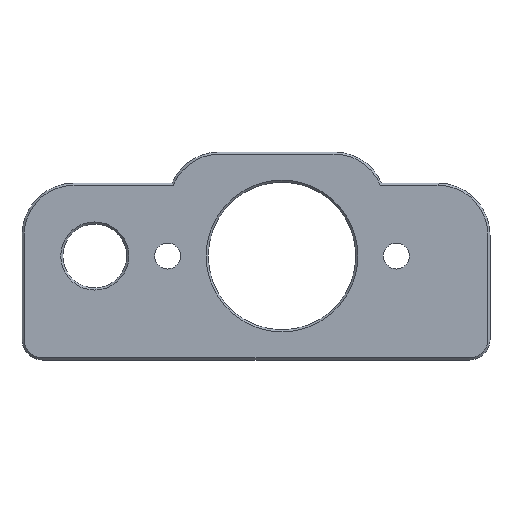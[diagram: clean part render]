
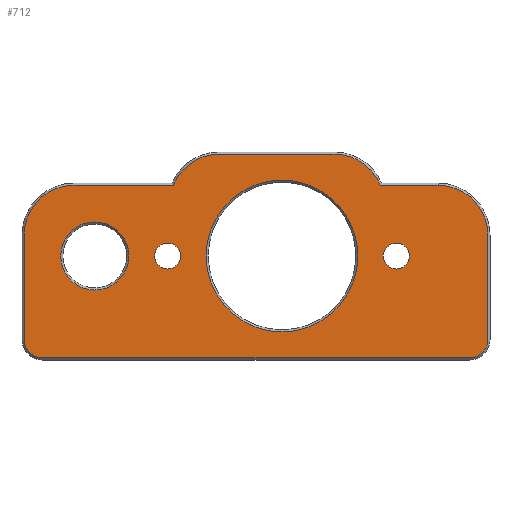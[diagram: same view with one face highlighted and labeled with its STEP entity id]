
A CAD part, front view. The second image highlights one B-rep face of the part: STEP entity #712.
In plain terms, the highlighted planar face has unit normal (0, -1, 0).
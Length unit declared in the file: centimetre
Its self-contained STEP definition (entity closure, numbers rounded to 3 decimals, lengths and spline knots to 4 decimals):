
#64=LINE('',#1172,#120);
#65=LINE('',#1176,#121);
#66=LINE('',#1180,#122);
#67=LINE('',#1184,#123);
#68=LINE('',#1188,#124);
#69=LINE('',#1192,#125);
#120=VECTOR('',#950,0.955);
#121=VECTOR('',#953,1.);
#122=VECTOR('',#956,4.1);
#123=VECTOR('',#959,1.);
#124=VECTOR('',#962,0.555);
#125=VECTOR('',#965,1.1);
#154=PLANE('',#784);
#173=FACE_BOUND('',#260,.T.);
#174=FACE_BOUND('',#261,.T.);
#175=FACE_BOUND('',#262,.T.);
#176=FACE_BOUND('',#263,.T.);
#204=FACE_OUTER_BOUND('',#259,.T.);
#259=EDGE_LOOP('',(#578,#579,#580,#581,#582,#583,#584,#585,#586,#587,#588,
#589));
#260=EDGE_LOOP('',(#590));
#261=EDGE_LOOP('',(#591));
#262=EDGE_LOOP('',(#592));
#263=EDGE_LOOP('',(#593));
#311=CIRCLE('',#783,0.3275);
#312=CIRCLE('',#785,0.48);
#313=CIRCLE('',#786,0.18);
#314=CIRCLE('',#787,0.18);
#315=CIRCLE('',#788,0.48);
#316=CIRCLE('',#789,0.48);
#317=CIRCLE('',#790,0.48);
#318=CIRCLE('',#791,0.73);
#319=CIRCLE('',#792,0.125);
#320=CIRCLE('',#793,0.125);
#363=VERTEX_POINT('',#1167);
#364=VERTEX_POINT('',#1170);
#365=VERTEX_POINT('',#1171);
#366=VERTEX_POINT('',#1173);
#367=VERTEX_POINT('',#1175);
#368=VERTEX_POINT('',#1177);
#369=VERTEX_POINT('',#1179);
#370=VERTEX_POINT('',#1181);
#371=VERTEX_POINT('',#1183);
#372=VERTEX_POINT('',#1185);
#373=VERTEX_POINT('',#1187);
#374=VERTEX_POINT('',#1189);
#375=VERTEX_POINT('',#1191);
#376=VERTEX_POINT('',#1194);
#377=VERTEX_POINT('',#1196);
#378=VERTEX_POINT('',#1198);
#441=EDGE_CURVE('',#363,#363,#311,.T.);
#442=EDGE_CURVE('',#364,#365,#64,.T.);
#443=EDGE_CURVE('',#366,#364,#312,.T.);
#444=EDGE_CURVE('',#367,#366,#65,.T.);
#445=EDGE_CURVE('',#368,#367,#313,.T.);
#446=EDGE_CURVE('',#369,#368,#66,.T.);
#447=EDGE_CURVE('',#370,#369,#314,.T.);
#448=EDGE_CURVE('',#371,#370,#67,.T.);
#449=EDGE_CURVE('',#372,#371,#315,.T.);
#450=EDGE_CURVE('',#373,#372,#68,.T.);
#451=EDGE_CURVE('',#374,#373,#316,.T.);
#452=EDGE_CURVE('',#375,#374,#69,.T.);
#453=EDGE_CURVE('',#365,#375,#317,.T.);
#454=EDGE_CURVE('',#376,#376,#318,.T.);
#455=EDGE_CURVE('',#377,#377,#319,.T.);
#456=EDGE_CURVE('',#378,#378,#320,.T.);
#578=ORIENTED_EDGE('',*,*,#442,.F.);
#579=ORIENTED_EDGE('',*,*,#443,.F.);
#580=ORIENTED_EDGE('',*,*,#444,.F.);
#581=ORIENTED_EDGE('',*,*,#445,.F.);
#582=ORIENTED_EDGE('',*,*,#446,.F.);
#583=ORIENTED_EDGE('',*,*,#447,.F.);
#584=ORIENTED_EDGE('',*,*,#448,.F.);
#585=ORIENTED_EDGE('',*,*,#449,.F.);
#586=ORIENTED_EDGE('',*,*,#450,.F.);
#587=ORIENTED_EDGE('',*,*,#451,.F.);
#588=ORIENTED_EDGE('',*,*,#452,.F.);
#589=ORIENTED_EDGE('',*,*,#453,.F.);
#590=ORIENTED_EDGE('',*,*,#454,.F.);
#591=ORIENTED_EDGE('',*,*,#455,.T.);
#592=ORIENTED_EDGE('',*,*,#456,.T.);
#593=ORIENTED_EDGE('',*,*,#441,.F.);
#712=ADVANCED_FACE('',(#204,#173,#174,#175,#176),#154,.T.);
#783=AXIS2_PLACEMENT_3D('',#1168,#946,#947);
#784=AXIS2_PLACEMENT_3D('',#1169,#948,#949);
#785=AXIS2_PLACEMENT_3D('',#1174,#951,#952);
#786=AXIS2_PLACEMENT_3D('',#1178,#954,#955);
#787=AXIS2_PLACEMENT_3D('',#1182,#957,#958);
#788=AXIS2_PLACEMENT_3D('',#1186,#960,#961);
#789=AXIS2_PLACEMENT_3D('',#1190,#963,#964);
#790=AXIS2_PLACEMENT_3D('',#1193,#966,#967);
#791=AXIS2_PLACEMENT_3D('',#1195,#968,#969);
#792=AXIS2_PLACEMENT_3D('',#1197,#970,#971);
#793=AXIS2_PLACEMENT_3D('',#1199,#972,#973);
#946=DIRECTION('center_axis',(0.,-1.,0.));
#947=DIRECTION('ref_axis',(1.,0.,0.));
#948=DIRECTION('center_axis',(0.,-1.,0.));
#949=DIRECTION('ref_axis',(1.,0.,0.));
#950=DIRECTION('',(1.,0.,0.));
#951=DIRECTION('center_axis',(0.,1.,0.));
#952=DIRECTION('ref_axis',(0.,0.,1.));
#953=DIRECTION('',(0.,0.,1.));
#954=DIRECTION('center_axis',(0.,1.,0.));
#955=DIRECTION('ref_axis',(-0.707,0.,-0.707));
#956=DIRECTION('',(-1.,0.,0.));
#957=DIRECTION('center_axis',(0.,1.,0.));
#958=DIRECTION('ref_axis',(0.707,0.,-0.707));
#959=DIRECTION('',(0.,0.,-1.));
#960=DIRECTION('center_axis',(0.,1.,0.));
#961=DIRECTION('ref_axis',(1.,0.,0.));
#962=DIRECTION('',(1.,0.,0.));
#963=DIRECTION('center_axis',(0.,1.,0.));
#964=DIRECTION('ref_axis',(0.917,0.,0.4));
#965=DIRECTION('',(1.,0.,0.));
#966=DIRECTION('center_axis',(0.,1.,0.));
#967=DIRECTION('ref_axis',(0.,0.,1.));
#968=DIRECTION('center_axis',(0.,-1.,0.));
#969=DIRECTION('ref_axis',(1.,0.,0.));
#970=DIRECTION('center_axis',(0.,1.,0.));
#971=DIRECTION('ref_axis',(1.,0.,0.));
#972=DIRECTION('center_axis',(0.,1.,0.));
#973=DIRECTION('ref_axis',(1.,0.,0.));
#1167=CARTESIAN_POINT('',(-1.3219,0.4235,4.0786));
#1168=CARTESIAN_POINT('Origin',(-0.9944,0.4235,4.0786));
#1169=CARTESIAN_POINT('Origin',(0.5556,0.4235,3.3036));
#1170=CARTESIAN_POINT('',(-1.1944,0.4235,4.7586));
#1171=CARTESIAN_POINT('',(-0.2394,0.4235,4.7586));
#1172=CARTESIAN_POINT('',(0.1515,0.4235,4.7586));
#1173=CARTESIAN_POINT('',(-1.6744,0.4235,4.2786));
#1174=CARTESIAN_POINT('Origin',(-1.1944,0.4235,4.2786));
#1175=CARTESIAN_POINT('',(-1.6744,0.4235,3.2786));
#1176=CARTESIAN_POINT('',(-1.6744,0.4235,3.7911));
#1177=CARTESIAN_POINT('',(-1.4944,0.4235,3.0986));
#1178=CARTESIAN_POINT('Origin',(-1.4944,0.4235,3.2786));
#1179=CARTESIAN_POINT('',(2.6056,0.4235,3.0986));
#1180=CARTESIAN_POINT('',(-0.5694,0.4235,3.0986));
#1181=CARTESIAN_POINT('',(2.7856,0.4235,3.2786));
#1182=CARTESIAN_POINT('Origin',(2.6056,0.4235,3.2786));
#1183=CARTESIAN_POINT('',(2.7856,0.4235,4.2786));
#1184=CARTESIAN_POINT('',(2.7856,0.4235,3.1911));
#1185=CARTESIAN_POINT('',(2.3056,0.4235,4.7586));
#1186=CARTESIAN_POINT('Origin',(2.3056,0.4235,4.2786));
#1187=CARTESIAN_POINT('',(1.7506,0.4235,4.7586));
#1188=CARTESIAN_POINT('',(1.4306,0.4235,4.7586));
#1189=CARTESIAN_POINT('',(1.3056,0.4235,5.0586));
#1190=CARTESIAN_POINT('Origin',(1.3056,0.4235,4.5786));
#1191=CARTESIAN_POINT('',(0.2056,0.4235,5.0586));
#1192=CARTESIAN_POINT('',(0.9306,0.4235,5.0586));
#1193=CARTESIAN_POINT('Origin',(0.2056,0.4235,4.5786));
#1194=CARTESIAN_POINT('',(0.0756,0.4235,4.0786));
#1195=CARTESIAN_POINT('Origin',(0.8056,0.4235,4.0786));
#1196=CARTESIAN_POINT('',(1.7806,0.4235,4.0786));
#1197=CARTESIAN_POINT('Origin',(1.9056,0.4235,4.0786));
#1198=CARTESIAN_POINT('',(-0.4194,0.4235,4.0786));
#1199=CARTESIAN_POINT('Origin',(-0.2944,0.4235,4.0786));
